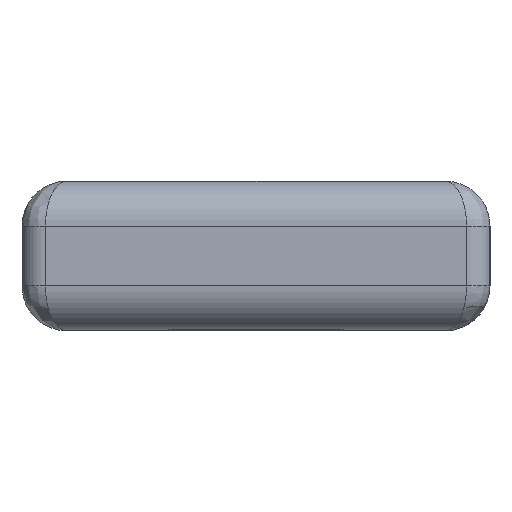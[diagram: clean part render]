
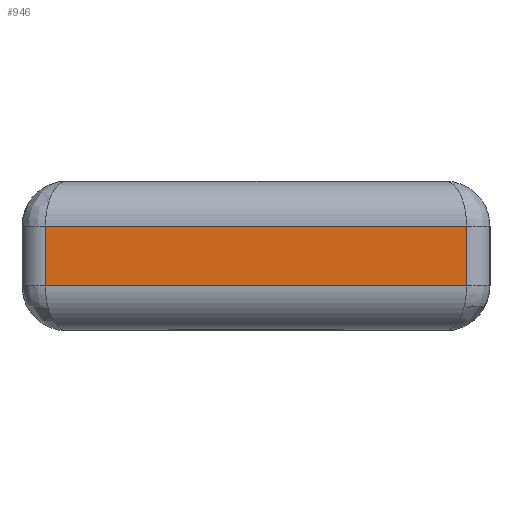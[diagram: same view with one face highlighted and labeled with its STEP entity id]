
A CAD part, left-side view. The second image highlights one B-rep face of the part: STEP entity #946.
In plain terms, the highlighted planar face has unit normal (-1, 0, 0).
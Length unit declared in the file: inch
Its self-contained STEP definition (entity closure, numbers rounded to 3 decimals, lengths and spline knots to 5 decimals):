
#946=ADVANCED_FACE('',(#2193),#1849,.T.);
#1849=PLANE('',#16136);
#2193=FACE_OUTER_BOUND('',#3731,.T.);
#3731=EDGE_LOOP('',(#5240,#5241,#5242,#5243));
#5240=ORIENTED_EDGE('',*,*,#11348,.T.);
#5241=ORIENTED_EDGE('',*,*,#11349,.T.);
#5242=ORIENTED_EDGE('',*,*,#11350,.T.);
#5243=ORIENTED_EDGE('',*,*,#11351,.T.);
#9880=VERTEX_POINT('',#22758);
#9881=VERTEX_POINT('',#22759);
#9882=VERTEX_POINT('',#22761);
#9883=VERTEX_POINT('',#22763);
#11348=EDGE_CURVE('',#9880,#9881,#13569,.T.);
#11349=EDGE_CURVE('',#9881,#9882,#13570,.T.);
#11350=EDGE_CURVE('',#9882,#9883,#13571,.T.);
#11351=EDGE_CURVE('',#9883,#9880,#13572,.T.);
#13569=LINE('',#22757,#14857);
#13570=LINE('',#22760,#14858);
#13571=LINE('',#22762,#14859);
#13572=LINE('',#22764,#14860);
#14857=VECTOR('',#17833,1.);
#14858=VECTOR('',#17834,1.);
#14859=VECTOR('',#17835,1.);
#14860=VECTOR('',#17836,1.);
#16136=AXIS2_PLACEMENT_3D('',#22765,#17837,#17838);
#17833=DIRECTION('',(0.,0.,-1.));
#17834=DIRECTION('',(0.,-1.,0.));
#17835=DIRECTION('',(0.,0.,1.));
#17836=DIRECTION('',(0.,1.,0.));
#17837=DIRECTION('',(-1.,0.,0.));
#17838=DIRECTION('',(0.,0.,1.));
#22757=CARTESIAN_POINT('',(0.,0.59375,0.));
#22758=CARTESIAN_POINT('',(0.,0.59375,0.14));
#22759=CARTESIAN_POINT('',(0.,0.59375,0.06));
#22760=CARTESIAN_POINT('',(0.,0.3125,0.06));
#22761=CARTESIAN_POINT('',(0.,0.03125,0.06));
#22762=CARTESIAN_POINT('',(0.,0.03125,0.));
#22763=CARTESIAN_POINT('',(0.,0.03125,0.14));
#22764=CARTESIAN_POINT('',(0.,0.3125,0.14));
#22765=CARTESIAN_POINT('',(0.,0.3125,0.));
